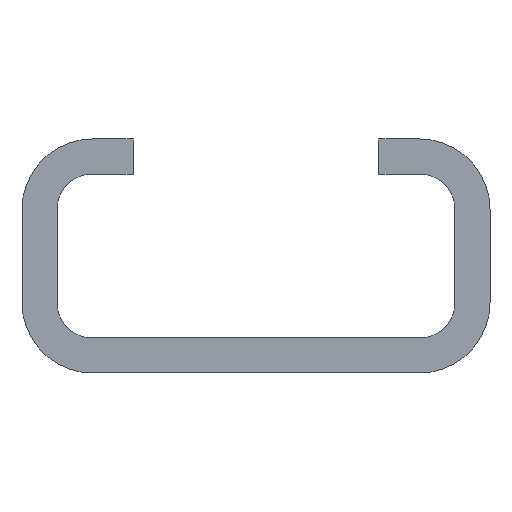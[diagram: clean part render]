
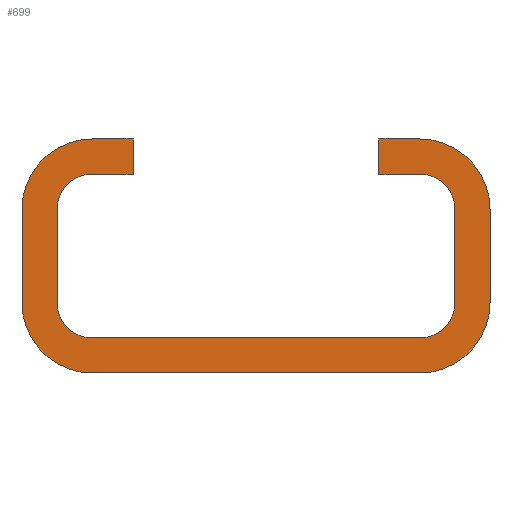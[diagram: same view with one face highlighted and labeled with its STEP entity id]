
A CAD part, front view. The second image highlights one B-rep face of the part: STEP entity #699.
In plain terms, the highlighted planar face has unit normal (0, -1, 0).
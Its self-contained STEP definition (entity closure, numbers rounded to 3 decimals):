
#237=AXIS2_PLACEMENT_3D('Circle Axis2P3D',#235,#236,$) ;
#293=AXIS2_PLACEMENT_3D('Circle Axis2P3D',#291,#292,$) ;
#325=AXIS2_PLACEMENT_3D('Circle Axis2P3D',#323,#324,$) ;
#382=AXIS2_PLACEMENT_3D('Circle Axis2P3D',#380,#381,$) ;
#473=AXIS2_PLACEMENT_3D('Circle Axis2P3D',#471,#472,$) ;
#521=AXIS2_PLACEMENT_3D('Circle Axis2P3D',#519,#520,$) ;
#552=AXIS2_PLACEMENT_3D('Circle Axis2P3D',#550,#551,$) ;
#609=AXIS2_PLACEMENT_3D('Circle Axis2P3D',#607,#608,$) ;
#665=AXIS2_PLACEMENT_3D('Plane Axis2P3D',#662,#663,#664) ;
#208=CARTESIAN_POINT('Vertex',(15.25,0.,10.)) ;
#211=CARTESIAN_POINT('Line Origine',(16.125,0.,10.)) ;
#215=CARTESIAN_POINT('Vertex',(17.,0.,10.)) ;
#235=CARTESIAN_POINT('Axis2P3D Location',(17.,0.,7.)) ;
#239=CARTESIAN_POINT('Vertex',(20.,0.,7.)) ;
#259=CARTESIAN_POINT('Line Origine',(20.,0.,5.)) ;
#263=CARTESIAN_POINT('Vertex',(20.,0.,3.)) ;
#291=CARTESIAN_POINT('Axis2P3D Location',(17.,0.,3.)) ;
#295=CARTESIAN_POINT('Vertex',(17.,0.,0.)) ;
#320=CARTESIAN_POINT('Vertex',(3.,0.,0.)) ;
#323=CARTESIAN_POINT('Axis2P3D Location',(3.,0.,3.)) ;
#327=CARTESIAN_POINT('Vertex',(0.,0.,3.)) ;
#355=CARTESIAN_POINT('Line Origine',(0.,0.,5.)) ;
#359=CARTESIAN_POINT('Vertex',(0.,0.,7.)) ;
#380=CARTESIAN_POINT('Axis2P3D Location',(3.,0.,7.)) ;
#384=CARTESIAN_POINT('Vertex',(3.,0.,10.)) ;
#399=CARTESIAN_POINT('Line Origine',(3.875,0.,10.)) ;
#403=CARTESIAN_POINT('Vertex',(4.75,0.,10.)) ;
#423=CARTESIAN_POINT('Line Origine',(4.75,0.,9.25)) ;
#427=CARTESIAN_POINT('Vertex',(4.75,0.,8.5)) ;
#447=CARTESIAN_POINT('Line Origine',(3.875,0.,8.5)) ;
#451=CARTESIAN_POINT('Vertex',(3.,0.,8.5)) ;
#471=CARTESIAN_POINT('Axis2P3D Location',(3.,0.,7.)) ;
#475=CARTESIAN_POINT('Vertex',(1.5,0.,7.)) ;
#495=CARTESIAN_POINT('Line Origine',(1.5,0.,5.)) ;
#499=CARTESIAN_POINT('Vertex',(1.5,0.,3.)) ;
#519=CARTESIAN_POINT('Axis2P3D Location',(3.,0.,3.)) ;
#523=CARTESIAN_POINT('Vertex',(3.,0.,1.5)) ;
#547=CARTESIAN_POINT('Vertex',(17.,0.,1.5)) ;
#550=CARTESIAN_POINT('Axis2P3D Location',(17.,0.,3.)) ;
#554=CARTESIAN_POINT('Vertex',(18.5,0.,3.)) ;
#582=CARTESIAN_POINT('Line Origine',(18.5,0.,5.)) ;
#586=CARTESIAN_POINT('Vertex',(18.5,0.,7.)) ;
#607=CARTESIAN_POINT('Axis2P3D Location',(17.,0.,7.)) ;
#611=CARTESIAN_POINT('Vertex',(17.,0.,8.5)) ;
#626=CARTESIAN_POINT('Line Origine',(16.125,0.,8.5)) ;
#630=CARTESIAN_POINT('Vertex',(15.25,0.,8.5)) ;
#650=CARTESIAN_POINT('Line Origine',(15.25,0.,9.25)) ;
#662=CARTESIAN_POINT('Axis2P3D Location',(17.,0.,3.)) ;
#667=CARTESIAN_POINT('Line Origine',(10.,0.,1.5)) ;
#672=CARTESIAN_POINT('Line Origine',(10.,0.,0.)) ;
#212=DIRECTION('Vector Direction',(1.,0.,0.)) ;
#236=DIRECTION('Axis2P3D Direction',(0.,-1.,0.)) ;
#260=DIRECTION('Vector Direction',(0.,0.,-1.)) ;
#292=DIRECTION('Axis2P3D Direction',(0.,1.,0.)) ;
#324=DIRECTION('Axis2P3D Direction',(0.,1.,0.)) ;
#356=DIRECTION('Vector Direction',(0.,0.,1.)) ;
#381=DIRECTION('Axis2P3D Direction',(0.,1.,0.)) ;
#400=DIRECTION('Vector Direction',(1.,0.,0.)) ;
#424=DIRECTION('Vector Direction',(0.,0.,-1.)) ;
#448=DIRECTION('Vector Direction',(-1.,0.,0.)) ;
#472=DIRECTION('Axis2P3D Direction',(0.,1.,0.)) ;
#496=DIRECTION('Vector Direction',(0.,0.,-1.)) ;
#520=DIRECTION('Axis2P3D Direction',(0.,1.,0.)) ;
#551=DIRECTION('Axis2P3D Direction',(0.,1.,0.)) ;
#583=DIRECTION('Vector Direction',(0.,0.,1.)) ;
#608=DIRECTION('Axis2P3D Direction',(0.,-1.,0.)) ;
#627=DIRECTION('Vector Direction',(-1.,0.,0.)) ;
#651=DIRECTION('Vector Direction',(0.,0.,1.)) ;
#663=DIRECTION('Axis2P3D Direction',(0.,1.,0.)) ;
#664=DIRECTION('Axis2P3D XDirection',(-1.,0.,0.)) ;
#668=DIRECTION('Vector Direction',(1.,0.,0.)) ;
#673=DIRECTION('Vector Direction',(-1.,0.,0.)) ;
#213=VECTOR('Line Direction',#212,1.) ;
#261=VECTOR('Line Direction',#260,1.) ;
#357=VECTOR('Line Direction',#356,1.) ;
#401=VECTOR('Line Direction',#400,1.) ;
#425=VECTOR('Line Direction',#424,1.) ;
#449=VECTOR('Line Direction',#448,1.) ;
#497=VECTOR('Line Direction',#496,1.) ;
#584=VECTOR('Line Direction',#583,1.) ;
#628=VECTOR('Line Direction',#627,1.) ;
#652=VECTOR('Line Direction',#651,1.) ;
#669=VECTOR('Line Direction',#668,1.) ;
#674=VECTOR('Line Direction',#673,1.) ;
#678=ORIENTED_EDGE('',*,*,#297,.F.) ;
#679=ORIENTED_EDGE('',*,*,#265,.F.) ;
#680=ORIENTED_EDGE('',*,*,#241,.F.) ;
#681=ORIENTED_EDGE('',*,*,#217,.F.) ;
#682=ORIENTED_EDGE('',*,*,#654,.F.) ;
#683=ORIENTED_EDGE('',*,*,#632,.F.) ;
#684=ORIENTED_EDGE('',*,*,#613,.F.) ;
#685=ORIENTED_EDGE('',*,*,#588,.F.) ;
#686=ORIENTED_EDGE('',*,*,#556,.F.) ;
#687=ORIENTED_EDGE('',*,*,#671,.F.) ;
#688=ORIENTED_EDGE('',*,*,#525,.F.) ;
#689=ORIENTED_EDGE('',*,*,#501,.F.) ;
#690=ORIENTED_EDGE('',*,*,#477,.F.) ;
#691=ORIENTED_EDGE('',*,*,#453,.F.) ;
#692=ORIENTED_EDGE('',*,*,#429,.F.) ;
#693=ORIENTED_EDGE('',*,*,#405,.F.) ;
#694=ORIENTED_EDGE('',*,*,#386,.F.) ;
#695=ORIENTED_EDGE('',*,*,#361,.F.) ;
#696=ORIENTED_EDGE('',*,*,#329,.F.) ;
#697=ORIENTED_EDGE('',*,*,#676,.F.) ;
#699=ADVANCED_FACE('Schnitt-Linear austragen1',(#698),#666,.F.) ;
#238=CIRCLE('generated circle',#237,3.) ;
#294=CIRCLE('generated circle',#293,3.) ;
#326=CIRCLE('generated circle',#325,3.) ;
#383=CIRCLE('generated circle',#382,3.) ;
#474=CIRCLE('generated circle',#473,1.5) ;
#522=CIRCLE('generated circle',#521,1.5) ;
#553=CIRCLE('generated circle',#552,1.5) ;
#610=CIRCLE('generated circle',#609,1.5) ;
#217=EDGE_CURVE('',#209,#216,#214,.T.) ;
#241=EDGE_CURVE('',#216,#240,#238,.F.) ;
#265=EDGE_CURVE('',#240,#264,#262,.T.) ;
#297=EDGE_CURVE('',#264,#296,#294,.T.) ;
#329=EDGE_CURVE('',#321,#328,#326,.T.) ;
#361=EDGE_CURVE('',#328,#360,#358,.T.) ;
#386=EDGE_CURVE('',#360,#385,#383,.T.) ;
#405=EDGE_CURVE('',#385,#404,#402,.T.) ;
#429=EDGE_CURVE('',#404,#428,#426,.T.) ;
#453=EDGE_CURVE('',#428,#452,#450,.T.) ;
#477=EDGE_CURVE('',#452,#476,#474,.F.) ;
#501=EDGE_CURVE('',#476,#500,#498,.T.) ;
#525=EDGE_CURVE('',#500,#524,#522,.F.) ;
#556=EDGE_CURVE('',#548,#555,#553,.F.) ;
#588=EDGE_CURVE('',#555,#587,#585,.T.) ;
#613=EDGE_CURVE('',#587,#612,#610,.T.) ;
#632=EDGE_CURVE('',#612,#631,#629,.T.) ;
#654=EDGE_CURVE('',#631,#209,#653,.T.) ;
#671=EDGE_CURVE('',#524,#548,#670,.T.) ;
#676=EDGE_CURVE('',#296,#321,#675,.T.) ;
#677=EDGE_LOOP('',(#678,#679,#680,#681,#682,#683,#684,#685,#686,#687,#688,#689,#690,#691,#692,#693,#694,#695,#696,#697)) ;
#698=FACE_OUTER_BOUND('',#677,.T.) ;
#214=LINE('Line',#211,#213) ;
#262=LINE('Line',#259,#261) ;
#358=LINE('Line',#355,#357) ;
#402=LINE('Line',#399,#401) ;
#426=LINE('Line',#423,#425) ;
#450=LINE('Line',#447,#449) ;
#498=LINE('Line',#495,#497) ;
#585=LINE('Line',#582,#584) ;
#629=LINE('Line',#626,#628) ;
#653=LINE('Line',#650,#652) ;
#670=LINE('Line',#667,#669) ;
#675=LINE('Line',#672,#674) ;
#666=PLANE('',#665) ;
#209=VERTEX_POINT('',#208) ;
#216=VERTEX_POINT('',#215) ;
#240=VERTEX_POINT('',#239) ;
#264=VERTEX_POINT('',#263) ;
#296=VERTEX_POINT('',#295) ;
#321=VERTEX_POINT('',#320) ;
#328=VERTEX_POINT('',#327) ;
#360=VERTEX_POINT('',#359) ;
#385=VERTEX_POINT('',#384) ;
#404=VERTEX_POINT('',#403) ;
#428=VERTEX_POINT('',#427) ;
#452=VERTEX_POINT('',#451) ;
#476=VERTEX_POINT('',#475) ;
#500=VERTEX_POINT('',#499) ;
#524=VERTEX_POINT('',#523) ;
#548=VERTEX_POINT('',#547) ;
#555=VERTEX_POINT('',#554) ;
#587=VERTEX_POINT('',#586) ;
#612=VERTEX_POINT('',#611) ;
#631=VERTEX_POINT('',#630) ;
